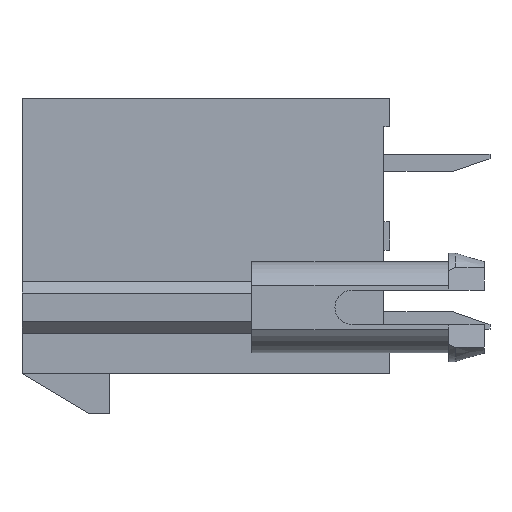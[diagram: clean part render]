
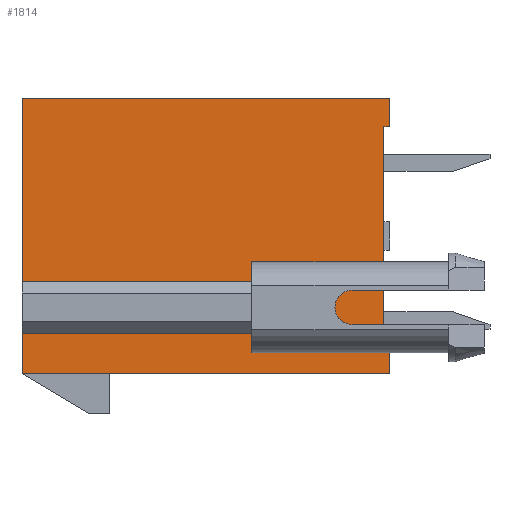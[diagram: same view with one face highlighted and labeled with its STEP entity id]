
A CAD part, left-side view. The second image highlights one B-rep face of the part: STEP entity #1814.
In plain terms, the highlighted planar face has unit normal (-1, 0, 0).
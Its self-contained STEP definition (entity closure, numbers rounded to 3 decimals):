
#1=DIRECTION('',(0.,0.,-1.));
#2=VECTOR('',#1,7.6);
#3=CARTESIAN_POINT('',(-2.7,0.2,3.8));
#4=LINE('',#3,#2);
#5=DIRECTION('',(0.,1.,0.));
#6=VECTOR('',#5,0.2);
#7=CARTESIAN_POINT('',(-2.7,0.,-3.8));
#8=LINE('',#7,#6);
#9=DIRECTION('',(0.,0.,-1.));
#10=VECTOR('',#9,1.);
#11=CARTESIAN_POINT('',(-2.7,0.,-3.8));
#12=LINE('',#11,#10);
#13=DIRECTION('',(0.,1.,0.));
#14=VECTOR('',#13,12.8);
#15=CARTESIAN_POINT('',(-2.7,0.,-4.8));
#16=LINE('',#15,#14);
#17=DIRECTION('',(0.,0.,1.));
#18=VECTOR('',#17,1.41);
#19=CARTESIAN_POINT('',(-2.7,12.8,-4.8));
#20=LINE('',#19,#18);
#21=DIRECTION('',(0.,1.,0.));
#22=VECTOR('',#21,8.);
#23=CARTESIAN_POINT('',(-2.7,4.8,-3.39));
#24=LINE('',#23,#22);
#25=DIRECTION('',(0.,0.,1.));
#26=VECTOR('',#25,0.235);
#27=CARTESIAN_POINT('',(-2.7,4.8,-3.625));
#28=LINE('',#27,#26);
#29=DIRECTION('',(0.,-1.,0.));
#30=VECTOR('',#29,2.1);
#31=CARTESIAN_POINT('',(-2.7,4.8,-3.625));
#32=LINE('',#31,#30);
#33=DIRECTION('',(0.,-1.,0.));
#34=VECTOR('',#33,2.1);
#35=CARTESIAN_POINT('',(-2.7,4.8,-1.355));
#36=LINE('',#35,#34);
#37=DIRECTION('',(0.,0.,1.));
#38=VECTOR('',#37,0.235);
#39=CARTESIAN_POINT('',(-2.7,4.8,-1.59));
#40=LINE('',#39,#38);
#41=DIRECTION('',(0.,1.,0.));
#42=VECTOR('',#41,8.);
#43=CARTESIAN_POINT('',(-2.7,4.8,-1.59));
#44=LINE('',#43,#42);
#45=DIRECTION('',(0.,0.,1.));
#46=VECTOR('',#45,6.39);
#47=CARTESIAN_POINT('',(-2.7,12.8,-1.59));
#48=LINE('',#47,#46);
#49=DIRECTION('',(0.,-1.,0.));
#50=VECTOR('',#49,12.8);
#51=CARTESIAN_POINT('',(-2.7,12.8,4.8));
#52=LINE('',#51,#50);
#53=DIRECTION('',(0.,0.,-1.));
#54=VECTOR('',#53,1.);
#55=CARTESIAN_POINT('',(-2.7,0.,4.8));
#56=LINE('',#55,#54);
#57=DIRECTION('',(0.,1.,0.));
#58=VECTOR('',#57,0.2);
#59=CARTESIAN_POINT('',(-2.7,0.,3.8));
#60=LINE('',#59,#58);
#1142=DIRECTION('',(0.,0.,1.));
#1143=VECTOR('',#1142,2.27);
#1144=CARTESIAN_POINT('',(-2.7,2.7,-3.625));
#1145=LINE('',#1144,#1143);
#1351=CARTESIAN_POINT('',(-2.7,0.,-4.8));
#1352=CARTESIAN_POINT('',(-2.7,12.8,-4.8));
#1353=VERTEX_POINT('',#1351);
#1354=VERTEX_POINT('',#1352);
#1355=CARTESIAN_POINT('',(-2.7,12.8,4.8));
#1356=CARTESIAN_POINT('',(-2.7,0.,4.8));
#1357=VERTEX_POINT('',#1355);
#1358=VERTEX_POINT('',#1356);
#1493=CARTESIAN_POINT('',(-2.7,4.8,-3.625));
#1494=CARTESIAN_POINT('',(-2.7,4.8,-3.39));
#1495=VERTEX_POINT('',#1493);
#1496=VERTEX_POINT('',#1494);
#1505=CARTESIAN_POINT('',(-2.7,4.8,-1.355));
#1507=VERTEX_POINT('',#1505);
#1511=CARTESIAN_POINT('',(-2.7,2.7,-1.355));
#1512=VERTEX_POINT('',#1511);
#1513=CARTESIAN_POINT('',(-2.7,2.7,-3.625));
#1514=VERTEX_POINT('',#1513);
#1627=CARTESIAN_POINT('',(-2.7,4.8,-1.59));
#1628=VERTEX_POINT('',#1627);
#1633=CARTESIAN_POINT('',(-2.7,12.8,-3.39));
#1634=VERTEX_POINT('',#1633);
#1635=CARTESIAN_POINT('',(-2.7,12.8,-1.59));
#1636=VERTEX_POINT('',#1635);
#1645=CARTESIAN_POINT('',(-2.7,0.,3.8));
#1646=VERTEX_POINT('',#1645);
#1647=CARTESIAN_POINT('',(-2.7,0.,-3.8));
#1648=VERTEX_POINT('',#1647);
#1657=CARTESIAN_POINT('',(-2.7,0.2,-3.8));
#1658=VERTEX_POINT('',#1657);
#1659=CARTESIAN_POINT('',(-2.7,0.2,3.8));
#1660=VERTEX_POINT('',#1659);
#1775=CARTESIAN_POINT('',(-2.7,0.,0.));
#1776=DIRECTION('',(1.,0.,0.));
#1777=DIRECTION('',(0.,0.,-1.));
#1778=AXIS2_PLACEMENT_3D('',#1775,#1776,#1777);
#1779=PLANE('',#1778);
#1781=ORIENTED_EDGE('',*,*,#1780,.T.);
#1783=ORIENTED_EDGE('',*,*,#1782,.F.);
#1785=ORIENTED_EDGE('',*,*,#1784,.T.);
#1787=ORIENTED_EDGE('',*,*,#1786,.T.);
#1789=ORIENTED_EDGE('',*,*,#1788,.T.);
#1791=ORIENTED_EDGE('',*,*,#1790,.F.);
#1793=ORIENTED_EDGE('',*,*,#1792,.F.);
#1795=ORIENTED_EDGE('',*,*,#1794,.T.);
#1797=ORIENTED_EDGE('',*,*,#1796,.T.);
#1799=ORIENTED_EDGE('',*,*,#1798,.F.);
#1801=ORIENTED_EDGE('',*,*,#1800,.F.);
#1803=ORIENTED_EDGE('',*,*,#1802,.T.);
#1805=ORIENTED_EDGE('',*,*,#1804,.T.);
#1807=ORIENTED_EDGE('',*,*,#1806,.T.);
#1809=ORIENTED_EDGE('',*,*,#1808,.T.);
#1811=ORIENTED_EDGE('',*,*,#1810,.T.);
#1812=EDGE_LOOP('',(#1781,#1783,#1785,#1787,#1789,#1791,#1793,#1795,#1797,#1799,
#1801,#1803,#1805,#1807,#1809,#1811));
#1813=FACE_OUTER_BOUND('',#1812,.F.);
#1814=ADVANCED_FACE('',(#1813),#1779,.F.);
#1780=EDGE_CURVE('',#1660,#1658,#4,.T.);
#1782=EDGE_CURVE('',#1648,#1658,#8,.T.);
#1784=EDGE_CURVE('',#1648,#1353,#12,.T.);
#1786=EDGE_CURVE('',#1353,#1354,#16,.T.);
#1788=EDGE_CURVE('',#1354,#1634,#20,.T.);
#1790=EDGE_CURVE('',#1496,#1634,#24,.T.);
#1792=EDGE_CURVE('',#1495,#1496,#28,.T.);
#1794=EDGE_CURVE('',#1495,#1514,#32,.T.);
#1796=EDGE_CURVE('',#1514,#1512,#1145,.T.);
#1798=EDGE_CURVE('',#1507,#1512,#36,.T.);
#1800=EDGE_CURVE('',#1628,#1507,#40,.T.);
#1802=EDGE_CURVE('',#1628,#1636,#44,.T.);
#1804=EDGE_CURVE('',#1636,#1357,#48,.T.);
#1806=EDGE_CURVE('',#1357,#1358,#52,.T.);
#1808=EDGE_CURVE('',#1358,#1646,#56,.T.);
#1810=EDGE_CURVE('',#1646,#1660,#60,.T.);
